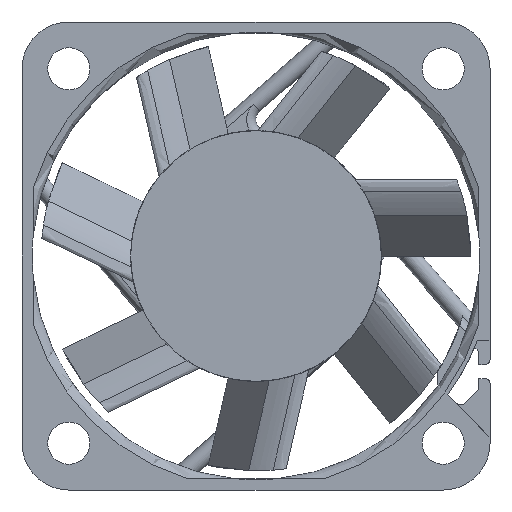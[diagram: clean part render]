
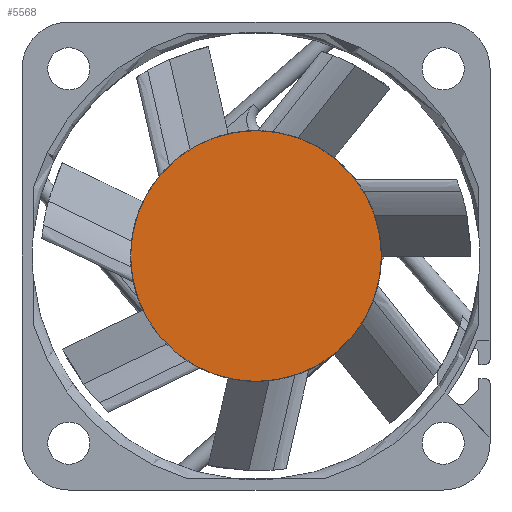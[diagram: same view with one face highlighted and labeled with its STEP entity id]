
A CAD part, front view. The second image highlights one B-rep face of the part: STEP entity #5568.
In plain terms, the highlighted planar face has unit normal (0, -1, 0).
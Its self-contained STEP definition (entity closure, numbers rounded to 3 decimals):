
#837=CARTESIAN_POINT('',(0.,-11.,0.));
#838=DIRECTION('',(0.,-1.,0.));
#839=DIRECTION('',(1.,0.,0.));
#840=AXIS2_PLACEMENT_3D('',#837,#838,#839);
#1158=CARTESIAN_POINT('',(0.,-11.,0.));
#1159=DIRECTION('',(0.,1.,0.));
#1160=DIRECTION('',(1.,0.,0.));
#1161=AXIS2_PLACEMENT_3D('',#1158,#1159,#1160);
#4299=CARTESIAN_POINT('',(-13.4,-11.,0.));
#4301=VERTEX_POINT('',#4299);
#4383=CARTESIAN_POINT('',(13.4,-11.,0.));
#4384=VERTEX_POINT('',#4383);
#5559=CARTESIAN_POINT('',(0.,-11.,0.));
#5560=DIRECTION('',(0.,1.,0.));
#5561=DIRECTION('',(0.,0.,1.));
#5562=AXIS2_PLACEMENT_3D('',#5559,#5560,#5561);
#5563=PLANE('',#5562);
#5564=ORIENTED_EDGE('',*,*,#5229,.F.);
#5565=ORIENTED_EDGE('',*,*,#5035,.T.);
#5566=EDGE_LOOP('',(#5564,#5565));
#5567=FACE_OUTER_BOUND('',#5566,.F.);
#5568=ADVANCED_FACE('',(#5567),#5563,.F.);
#841=CIRCLE('',#840,13.4);
#1162=CIRCLE('',#1161,13.4);
#5035=EDGE_CURVE('',#4384,#4301,#1162,.T.);
#5229=EDGE_CURVE('',#4384,#4301,#841,.T.);
